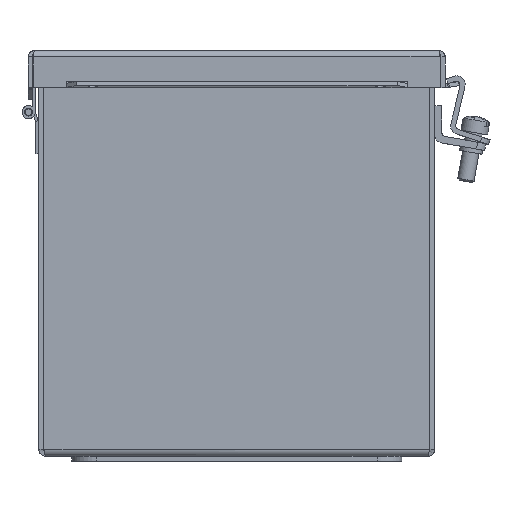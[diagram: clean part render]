
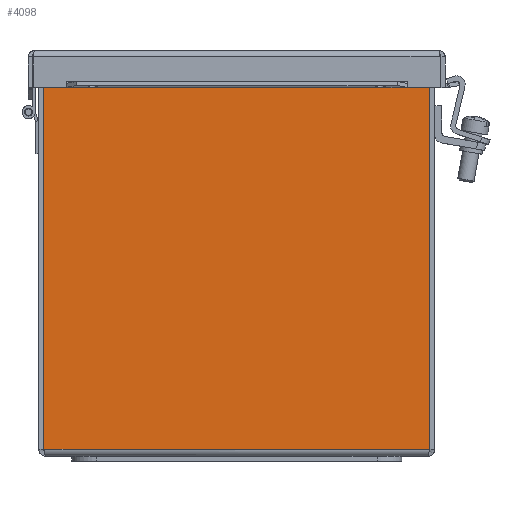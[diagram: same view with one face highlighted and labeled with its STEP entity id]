
A CAD part, front view. The second image highlights one B-rep face of the part: STEP entity #4098.
In plain terms, the highlighted planar face has unit normal (0, -1, 0).
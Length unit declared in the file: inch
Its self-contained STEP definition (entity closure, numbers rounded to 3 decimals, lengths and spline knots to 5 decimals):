
#3363=CARTESIAN_POINT('',(0.08107,0.,5.89475));
#3364=VERTEX_POINT('',#3363);
#3378=CARTESIAN_POINT('',(5.91893,0.,5.89475));
#3379=VERTEX_POINT('',#3378);
#3380=CARTESIAN_POINT('',(5.91893,0.,5.89475));
#3381=DIRECTION('',(-1.0,0.0,0.0));
#3382=VECTOR('',#3381,5.83786);
#3383=LINE('',#3380,#3382);
#3384=EDGE_CURVE('',#3379,#3364,#3383,.T.);
#4068=CARTESIAN_POINT('',(3.,0.,3.00793));
#4069=DIRECTION('',(0.0,1.0,0.0));
#4070=DIRECTION('',(1.0,0.0,0.0));
#4071=AXIS2_PLACEMENT_3D('',#4068,#4069,#4070);
#4072=PLANE('',#4071);
#4073=ORIENTED_EDGE('',*,*,#3384,.T.);
#4074=CARTESIAN_POINT('',(0.08107,0.,0.10525));
#4075=VERTEX_POINT('',#4074);
#4076=CARTESIAN_POINT('',(0.08107,0.,0.10525));
#4077=DIRECTION('',(0.0,0.0,1.0));
#4078=VECTOR('',#4077,5.7895);
#4079=LINE('',#4076,#4078);
#4080=EDGE_CURVE('',#4075,#3364,#4079,.T.);
#4081=ORIENTED_EDGE('',*,*,#4080,.F.);
#4082=CARTESIAN_POINT('',(5.91893,0.,0.10525));
#4083=VERTEX_POINT('',#4082);
#4084=CARTESIAN_POINT('',(0.08107,0.,0.10525));
#4085=DIRECTION('',(1.0,0.0,0.0));
#4086=VECTOR('',#4085,5.83786);
#4087=LINE('',#4084,#4086);
#4088=EDGE_CURVE('',#4075,#4083,#4087,.T.);
#4089=ORIENTED_EDGE('',*,*,#4088,.T.);
#4090=CARTESIAN_POINT('',(5.91893,0.,5.89475));
#4091=DIRECTION('',(0.0,0.0,-1.0));
#4092=VECTOR('',#4091,5.7895);
#4093=LINE('',#4090,#4092);
#4094=EDGE_CURVE('',#3379,#4083,#4093,.T.);
#4095=ORIENTED_EDGE('',*,*,#4094,.F.);
#4096=EDGE_LOOP('',(#4073,#4081,#4089,#4095));
#4097=FACE_OUTER_BOUND('',#4096,.T.);
#4098=ADVANCED_FACE('',(#4097),#4072,.F.);
